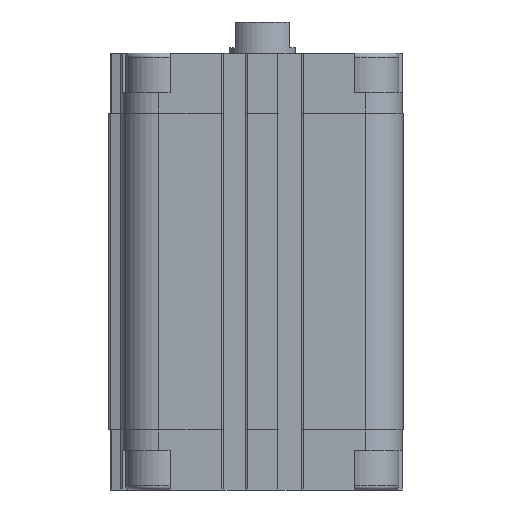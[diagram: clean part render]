
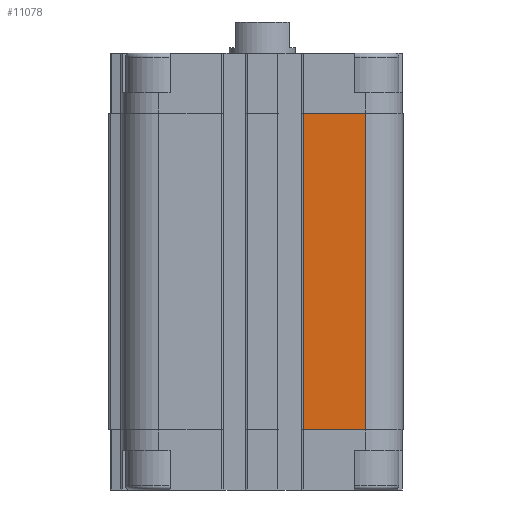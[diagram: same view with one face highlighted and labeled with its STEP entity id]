
A CAD part, left-side view. The second image highlights one B-rep face of the part: STEP entity #11078.
In plain terms, the highlighted face is planar.
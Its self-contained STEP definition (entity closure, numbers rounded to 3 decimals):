
#226=LINE('',#16807,#1262);
#540=LINE('',#17640,#1576);
#566=LINE('',#17733,#1602);
#567=LINE('',#17735,#1603);
#1262=VECTOR('',#13076,1000.);
#1576=VECTOR('',#13866,1000.);
#1602=VECTOR('',#14004,1000.);
#1603=VECTOR('',#14007,1000.);
#2240=PLANE('',#11981);
#4225=ORIENTED_EDGE('',*,*,#6999,.F.);
#4226=ORIENTED_EDGE('',*,*,#7045,.F.);
#4227=ORIENTED_EDGE('',*,*,#6576,.T.);
#4228=ORIENTED_EDGE('',*,*,#7046,.T.);
#6576=EDGE_CURVE('',#8190,#8189,#226,.T.);
#6999=EDGE_CURVE('',#8470,#8471,#540,.T.);
#7045=EDGE_CURVE('',#8190,#8470,#566,.T.);
#7046=EDGE_CURVE('',#8189,#8471,#567,.T.);
#8189=VERTEX_POINT('',#16806);
#8190=VERTEX_POINT('',#16808);
#8470=VERTEX_POINT('',#17639);
#8471=VERTEX_POINT('',#17641);
#9562=EDGE_LOOP('',(#4225,#4226,#4227,#4228));
#10312=FACE_BOUND('',#9562,.T.);
#11078=ADVANCED_FACE('',(#10312),#2240,.T.);
#11981=AXIS2_PLACEMENT_3D('',#17734,#14005,#14006);
#13076=DIRECTION('',(0.,1.,0.));
#13866=DIRECTION('',(0.,1.,0.));
#14004=DIRECTION('',(0.,0.,1.));
#14005=DIRECTION('',(1.,0.,0.));
#14006=DIRECTION('',(0.,0.,-1.));
#14007=DIRECTION('',(0.,0.,1.));
#16806=CARTESIAN_POINT('',(34.,25.,-91.));
#16807=CARTESIAN_POINT('',(34.,9.85,-91.));
#16808=CARTESIAN_POINT('',(34.,9.85,-91.));
#17639=CARTESIAN_POINT('',(34.,9.85,-14.5));
#17640=CARTESIAN_POINT('',(34.,9.85,-14.5));
#17641=CARTESIAN_POINT('',(34.,25.,-14.5));
#17733=CARTESIAN_POINT('',(34.,9.85,-91.));
#17734=CARTESIAN_POINT('',(34.,9.85,-91.));
#17735=CARTESIAN_POINT('',(34.,25.,-91.));
